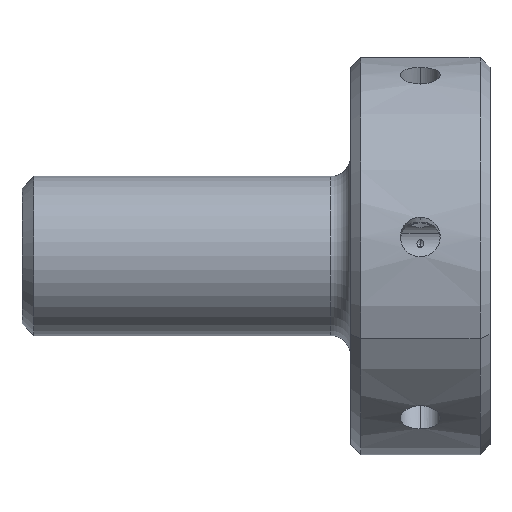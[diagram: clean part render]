
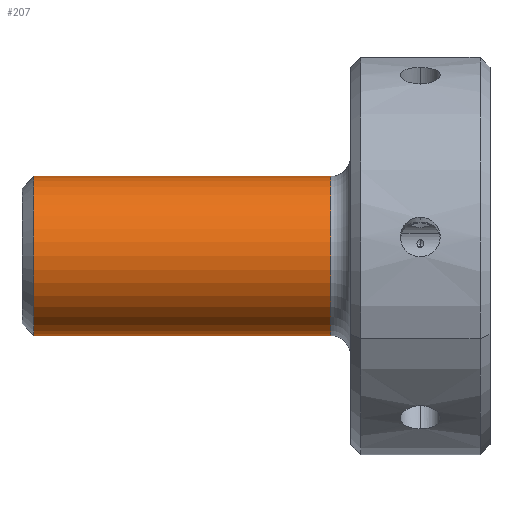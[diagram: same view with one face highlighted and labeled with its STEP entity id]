
A CAD part, front view. The second image highlights one B-rep face of the part: STEP entity #207.
In plain terms, the highlighted cylindrical face has radius 4 mm (diameter 8 mm), a partial arc.
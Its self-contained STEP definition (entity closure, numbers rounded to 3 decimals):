
#5 = VERTEX_POINT ( 'NONE', #4122 ) ;
#29 = VERTEX_POINT ( 'NONE', #382 ) ;
#31 = VERTEX_POINT ( 'NONE', #393 ) ;
#49 = VERTEX_POINT ( 'NONE', #4115 ) ;
#61 = ORIENTED_EDGE ( 'NONE', *, *, #398, .F. ) ;
#62 = ORIENTED_EDGE ( 'NONE', *, *, #403, .T. ) ;
#63 = ORIENTED_EDGE ( 'NONE', *, *, #396, .T. ) ;
#64 = ORIENTED_EDGE ( 'NONE', *, *, #339, .F. ) ;
#207 = ADVANCED_FACE ( 'NONE', ( #1407 ), #1417, .T. ) ;
#339 = EDGE_CURVE ( 'NONE', #49, #31, #2144, .T. ) ;
#355 = DIRECTION ( 'NONE',  ( 0., 0., 1. ) ) ;
#363 = DIRECTION ( 'NONE',  ( -1., 0., 0. ) ) ;
#364 = CARTESIAN_POINT ( 'NONE',  ( -46.502, 0., 0. ) ) ;
#382 = CARTESIAN_POINT ( 'NONE',  ( -8., 0., 4. ) ) ;
#393 = CARTESIAN_POINT ( 'NONE',  ( -22.9, 0., 4. ) ) ;
#396 = EDGE_CURVE ( 'NONE', #29, #31, #2156, .T. ) ;
#398 = EDGE_CURVE ( 'NONE', #5, #49, #2158, .T. ) ;
#403 = EDGE_CURVE ( 'NONE', #5, #29, #2161, .T. ) ;
#1264 = AXIS2_PLACEMENT_3D ( 'NONE', #364, #363, #355 ) ;
#1316 = EDGE_LOOP ( 'NONE', ( #61, #62, #63, #64 ) ) ;
#1407 = FACE_OUTER_BOUND ( 'NONE', #1316, .T. ) ;
#1417 = CYLINDRICAL_SURFACE ( 'NONE', #1264, 4. ) ;
#2144 = CIRCLE ( 'NONE', #2383, 4. ) ;
#2154 = VECTOR ( 'NONE', #2481, 1000. ) ;
#2156 = LINE ( 'NONE', #2467, #2157 ) ;
#2157 = VECTOR ( 'NONE', #2483, 1000. ) ;
#2158 = LINE ( 'NONE', #2482, #2154 ) ;
#2161 = CIRCLE ( 'NONE', #2391, 4. ) ;
#2383 = AXIS2_PLACEMENT_3D ( 'NONE', #2464, #2465, #2466 ) ;
#2391 = AXIS2_PLACEMENT_3D ( 'NONE', #2502, #2503, #2504 ) ;
#2464 = CARTESIAN_POINT ( 'NONE',  ( -22.9, 0., 0. ) ) ;
#2465 = DIRECTION ( 'NONE',  ( -1., 0., 0. ) ) ;
#2466 = DIRECTION ( 'NONE',  ( 0., 0., 1. ) ) ;
#2467 = CARTESIAN_POINT ( 'NONE',  ( -46.502, 0., 4. ) ) ;
#2481 = DIRECTION ( 'NONE',  ( -1., 0., 0. ) ) ;
#2482 = CARTESIAN_POINT ( 'NONE',  ( -46.502, 0., -4. ) ) ;
#2483 = DIRECTION ( 'NONE',  ( -1., 0., 0. ) ) ;
#2502 = CARTESIAN_POINT ( 'NONE',  ( -8., 0., 0. ) ) ;
#2503 = DIRECTION ( 'NONE',  ( -1., 0., 0. ) ) ;
#2504 = DIRECTION ( 'NONE',  ( 0., 0., 1. ) ) ;
#4115 = CARTESIAN_POINT ( 'NONE',  ( -22.9, 0., -4. ) ) ;
#4122 = CARTESIAN_POINT ( 'NONE',  ( -8., 0., -4. ) ) ;
